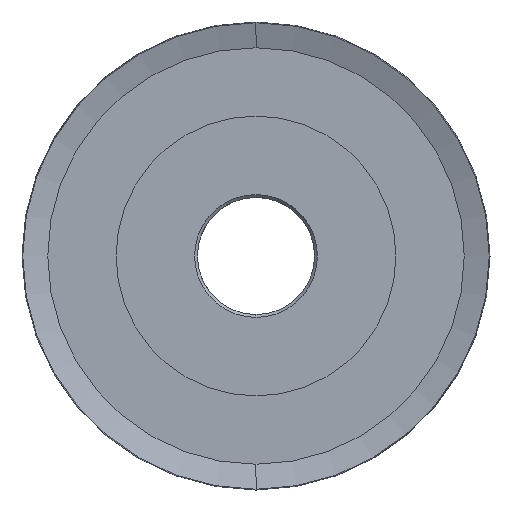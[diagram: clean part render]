
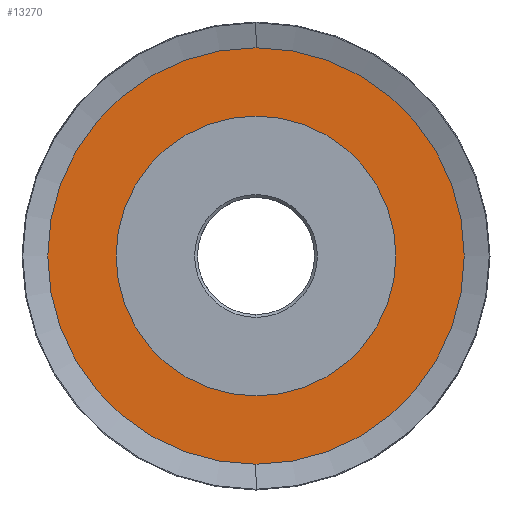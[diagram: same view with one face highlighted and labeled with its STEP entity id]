
A CAD part, left-side view. The second image highlights one B-rep face of the part: STEP entity #13270.
In plain terms, the highlighted planar face has unit normal (-1, 0, 0).
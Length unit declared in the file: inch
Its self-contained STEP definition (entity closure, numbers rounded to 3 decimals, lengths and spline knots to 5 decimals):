
#230 = DIRECTION ( 'NONE',  ( -1., 0., 0. ) ) ;
#877 = EDGE_CURVE ( 'NONE', #5082, #2864, #8277, .T. ) ;
#893 = ORIENTED_EDGE ( 'NONE', *, *, #2684, .T. ) ;
#1176 = DIRECTION ( 'NONE',  ( 0., 0., 1. ) ) ;
#1730 = CARTESIAN_POINT ( 'NONE',  ( -0.31875, 0., 0. ) ) ;
#2084 = CARTESIAN_POINT ( 'NONE',  ( -0.31875, 0., 0.445 ) ) ;
#2150 = CARTESIAN_POINT ( 'NONE',  ( -0.31875, 0., -0.445 ) ) ;
#2491 = AXIS2_PLACEMENT_3D ( 'NONE', #5717, #7995, #1176 ) ;
#2684 = EDGE_CURVE ( 'NONE', #2864, #5082, #6586, .T. ) ;
#2797 = ORIENTED_EDGE ( 'NONE', *, *, #13356, .F. ) ;
#2864 = VERTEX_POINT ( 'NONE', #2150 ) ;
#2892 = DIRECTION ( 'NONE',  ( 0., 0., 1. ) ) ;
#3140 = DIRECTION ( 'NONE',  ( -1., 0., 0. ) ) ;
#3433 = PLANE ( 'NONE',  #2491 ) ;
#3468 = ORIENTED_EDGE ( 'NONE', *, *, #10656, .F. ) ;
#3769 = CARTESIAN_POINT ( 'NONE',  ( -0.31875, 0., 0. ) ) ;
#3967 = AXIS2_PLACEMENT_3D ( 'NONE', #9907, #3140, #11021 ) ;
#4837 = AXIS2_PLACEMENT_3D ( 'NONE', #1730, #9651, #2892 ) ;
#4905 = DIRECTION ( 'NONE',  ( 0., 0., 1. ) ) ;
#5082 = VERTEX_POINT ( 'NONE', #2084 ) ;
#5090 = VERTEX_POINT ( 'NONE', #11111 ) ;
#5159 = CIRCLE ( 'NONE', #5549, 0.299 ) ;
#5266 = ORIENTED_EDGE ( 'NONE', *, *, #877, .T. ) ;
#5549 = AXIS2_PLACEMENT_3D ( 'NONE', #7036, #230, #8182 ) ;
#5717 = CARTESIAN_POINT ( 'NONE',  ( -0.31875, 0.445, 0. ) ) ;
#6586 = CIRCLE ( 'NONE', #3967, 0.445 ) ;
#7036 = CARTESIAN_POINT ( 'NONE',  ( -0.31875, 0., 0. ) ) ;
#7612 = CARTESIAN_POINT ( 'NONE',  ( -0.31875, 0., 0.299 ) ) ;
#7995 = DIRECTION ( 'NONE',  ( -1., 0., 0. ) ) ;
#8182 = DIRECTION ( 'NONE',  ( 0., 0., 1. ) ) ;
#8277 = CIRCLE ( 'NONE', #14218, 0.445 ) ;
#8797 = EDGE_LOOP ( 'NONE', ( #5266, #893 ) ) ;
#8869 = FACE_OUTER_BOUND ( 'NONE', #8797, .T. ) ;
#9651 = DIRECTION ( 'NONE',  ( -1., 0., 0. ) ) ;
#9907 = CARTESIAN_POINT ( 'NONE',  ( -0.31875, 0., 0. ) ) ;
#9944 = VERTEX_POINT ( 'NONE', #7612 ) ;
#10468 = CIRCLE ( 'NONE', #4837, 0.299 ) ;
#10656 = EDGE_CURVE ( 'NONE', #9944, #5090, #10468, .T. ) ;
#11021 = DIRECTION ( 'NONE',  ( 0., 0., 1. ) ) ;
#11111 = CARTESIAN_POINT ( 'NONE',  ( -0.31875, 0., -0.299 ) ) ;
#11646 = DIRECTION ( 'NONE',  ( -1., 0., 0. ) ) ;
#12199 = FACE_BOUND ( 'NONE', #12286, .T. ) ;
#12286 = EDGE_LOOP ( 'NONE', ( #3468, #2797 ) ) ;
#13270 = ADVANCED_FACE ( 'NONE', ( #8869, #12199 ), #3433, .T. ) ;
#13356 = EDGE_CURVE ( 'NONE', #5090, #9944, #5159, .T. ) ;
#14218 = AXIS2_PLACEMENT_3D ( 'NONE', #3769, #11646, #4905 ) ;
